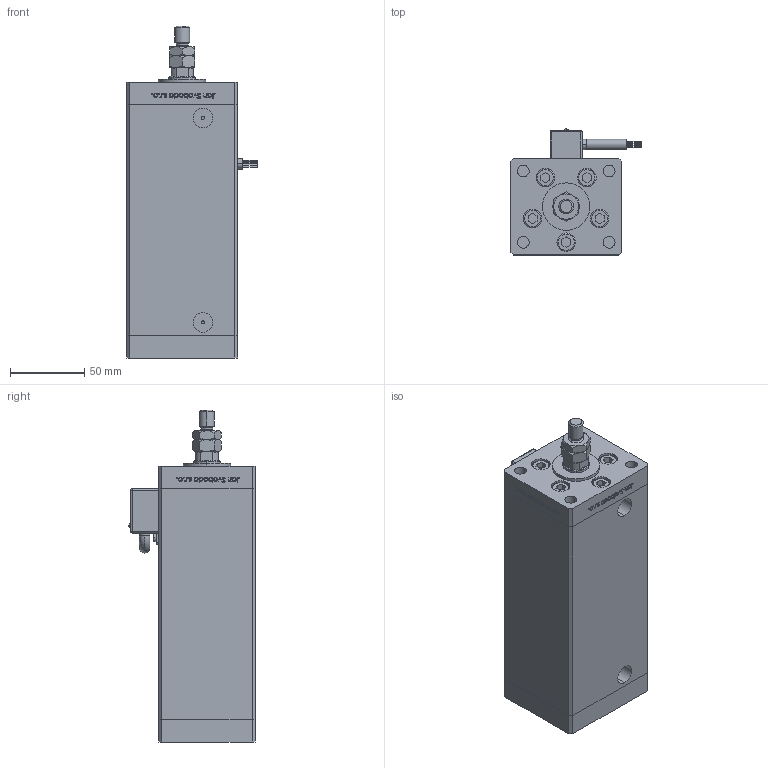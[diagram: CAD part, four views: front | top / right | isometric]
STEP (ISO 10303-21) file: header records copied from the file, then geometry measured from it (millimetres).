
FILE_DESCRIPTION (( 'STEP AP203' ), '1' );
FILE_NAME ('51a8.STEP', '2024-01-08T22:52:05', ( '' ), ( '' ), 'SwSTEP 2.0', 'SolidWorks 2019', '' );
FILE_SCHEMA (( 'CONFIG_CONTROL_DESIGN' ));
Length unit declared in the file: millimetre
Products named in the file (8): V220C BACK_B 8e806443dcaec6c2f2452492ed1cbb14; Magnetic_Switch_MSU4 8e806443dcaec6c2f2452492ed1cbb14; 51a8; ALLEN BOLT 8e806443dcaec6c2f2452492ed1cbb14; V220C_B MIDDLE 8e806443dcaec6c2f2452492ed1cbb14; V220C_FRONT_B 8e806443dcaec6c2f2452492ed1cbb14; MTA 8e806443dcaec6c2f2452492ed1cbb14; V220C_VC_B 8e806443dcaec6c2f2452492ed1cbb14
Assembly tree (16 placements, depth 2):
  51a8
    V220C_B MIDDLE 8e806443dcaec6c2f2452492ed1cbb14
    V220C BACK_B 8e806443dcaec6c2f2452492ed1cbb14
    V220C_FRONT_B 8e806443dcaec6c2f2452492ed1cbb14
    V220C_VC_B 8e806443dcaec6c2f2452492ed1cbb14
    Magnetic_Switch_MSU4 8e806443dcaec6c2f2452492ed1cbb14
    ALLEN BOLT 8e806443dcaec6c2f2452492ed1cbb14  x10
    MTA 8e806443dcaec6c2f2452492ed1cbb14
Bounding box: 88.3 x 85.1 x 224 mm (x, y, z)
Volume: 828303.7 mm3; surface area: 143898.6 mm2
Topology: 16 solids, 17 shells, 1334 faces, 3286 edges, 2130 vertices
Faces by surface type: plane 516, bspline 484, cylinder 196, cone 76, torus 50, sphere 12
Entity records: 56748 total; most frequent: CARTESIAN_POINT 31365, ORIENTED_EDGE 5724, DIRECTION 3554, EDGE_CURVE 2862, VERTEX_POINT 1878, VECTOR 1444, LINE 1444, EDGE_LOOP 1318
